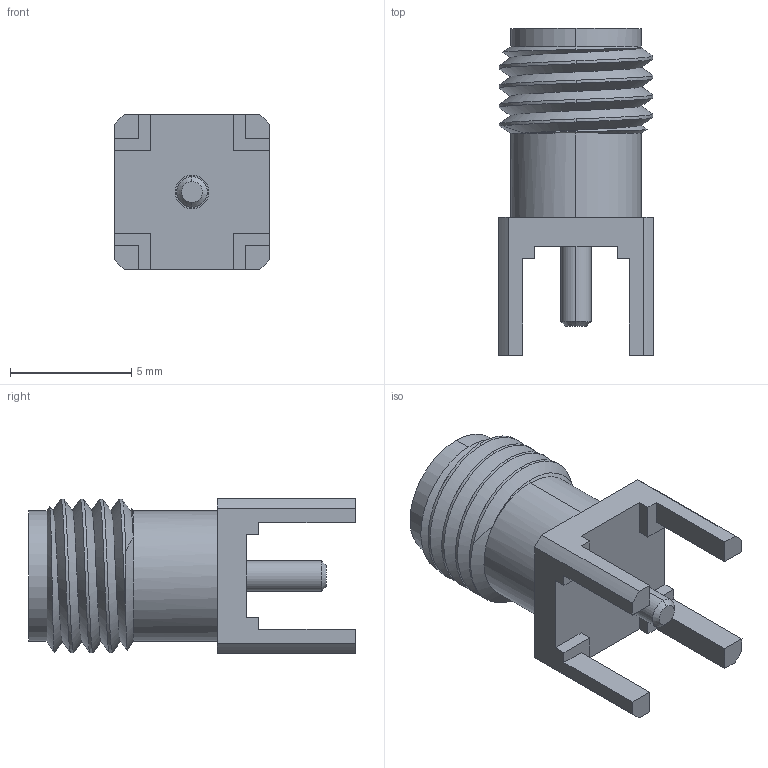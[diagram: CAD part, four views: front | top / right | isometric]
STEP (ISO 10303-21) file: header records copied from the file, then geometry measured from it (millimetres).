
FILE_DESCRIPTION (( 'STEP AP214' ), '1' );
FILE_NAME ('TE_5-1814832-1.STEP', '2015-04-10T14:50:16', ( '' ), ( '' ), '', '', '' );
FILE_SCHEMA (( '' ));
Length unit declared in the file: millimetre
Products named in the file (1): TE_5-1814832-1
Bounding box: 6.4 x 13.5 x 6.4 mm (x, y, z)
Volume: 252.2 mm3; surface area: 686.3 mm2
Topology: 3 solids, 3 shells, 81 faces, 200 edges, 129 vertices
Faces by surface type: plane 38, cylinder 31, cone 10, bspline 2
Entity records: 3308 total; most frequent: CARTESIAN_POINT 1352, ORIENTED_EDGE 400, DIRECTION 388, EDGE_CURVE 200, AXIS2_PLACEMENT_3D 133, VERTEX_POINT 129, VECTOR 122, LINE 122
